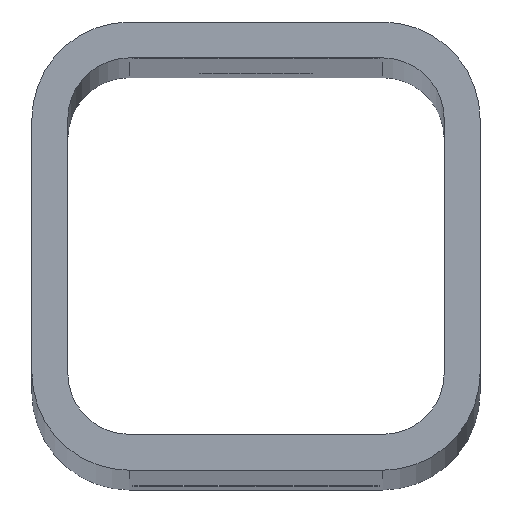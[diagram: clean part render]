
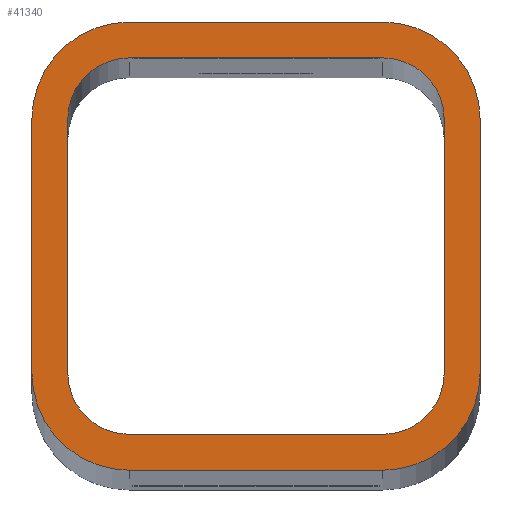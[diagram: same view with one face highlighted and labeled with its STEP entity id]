
A CAD part, top view. The second image highlights one B-rep face of the part: STEP entity #41340.
In plain terms, the highlighted planar face has unit normal (0, 0, 1).
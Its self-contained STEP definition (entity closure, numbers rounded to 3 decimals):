
#830=CARTESIAN_POINT('',(0.,16.8,1010.7));
#840=DIRECTION('',(1.,0.,0.));
#850=VECTOR('',#840,1.);
#860=LINE('',#830,#850);
#870=CARTESIAN_POINT('',(-11.3,16.8,1010.7));
#880=VERTEX_POINT('',#870);
#890=CARTESIAN_POINT('',(11.3,16.8,1010.7));
#900=VERTEX_POINT('',#890);
#910=EDGE_CURVE('',#880,#900,#860,.T.);
#2640=CARTESIAN_POINT('',(16.8,11.3,1010.7));
#2650=VERTEX_POINT('',#2640);
#2700=CARTESIAN_POINT('',(11.3,11.3,1010.7));
#2710=DIRECTION('',(0.,0.,1.));
#2720=DIRECTION('',(1.,0.,0.));
#2730=AXIS2_PLACEMENT_3D('',#2700,#2710,#2720);
#2740=CIRCLE('',#2730,5.5);
#2750=EDGE_CURVE('',#2650,#900,#2740,.T.);
#3940=CARTESIAN_POINT('',(20.,11.3,1010.7));
#3950=VERTEX_POINT('',#3940);
#4030=CARTESIAN_POINT('',(20.,-11.3,1010.7));
#4040=VERTEX_POINT('',#4030);
#4070=CARTESIAN_POINT('',(20.,0.,1010.7));
#4080=DIRECTION('',(0.,-1.,0.));
#4090=VECTOR('',#4080,1.);
#4100=LINE('',#4070,#4090);
#4110=EDGE_CURVE('',#3950,#4040,#4100,.T.);
#32830=CARTESIAN_POINT('',(-20.,-11.3,1010.7));
#32840=VERTEX_POINT('',#32830);
#32920=CARTESIAN_POINT('',(-20.,11.3,1010.7));
#32930=VERTEX_POINT('',#32920);
#32960=CARTESIAN_POINT('',(-20.,0.,1010.7));
#32970=DIRECTION('',(0.,1.,0.));
#32980=VECTOR('',#32970,1.);
#32990=LINE('',#32960,#32980);
#33000=EDGE_CURVE('',#32840,#32930,#32990,.T.);
#33440=CARTESIAN_POINT('',(11.3,-20.,1010.7));
#33450=VERTEX_POINT('',#33440);
#33530=CARTESIAN_POINT('',(-11.3,-20.,1010.7));
#33540=VERTEX_POINT('',#33530);
#33570=CARTESIAN_POINT('',(0.,-20.,1010.7));
#33580=DIRECTION('',(-1.,0.,0.));
#33590=VECTOR('',#33580,1.);
#33600=LINE('',#33570,#33590);
#33610=EDGE_CURVE('',#33450,#33540,#33600,.T.);
#33750=CARTESIAN_POINT('',(11.3,-16.8,1010.7));
#33760=VERTEX_POINT('',#33750);
#33840=CARTESIAN_POINT('',(16.8,-11.3,1010.7));
#33850=VERTEX_POINT('',#33840);
#33880=CARTESIAN_POINT('',(11.3,-11.3,1010.7));
#33890=DIRECTION('',(0.,0.,1.));
#33900=DIRECTION('',(1.,0.,0.));
#33910=AXIS2_PLACEMENT_3D('',#33880,#33890,#33900);
#33920=CIRCLE('',#33910,5.5);
#33930=EDGE_CURVE('',#33760,#33850,#33920,.T.);
#34070=CARTESIAN_POINT('',(-16.8,-11.3,1010.7));
#34080=VERTEX_POINT('',#34070);
#34160=CARTESIAN_POINT('',(-11.3,-16.8,1010.7));
#34170=VERTEX_POINT('',#34160);
#34200=CARTESIAN_POINT('',(-11.3,-11.3,1010.7));
#34210=DIRECTION('',(0.,0.,1.));
#34220=DIRECTION('',(1.,0.,0.));
#34230=AXIS2_PLACEMENT_3D('',#34200,#34210,#34220);
#34240=CIRCLE('',#34230,5.5);
#34250=EDGE_CURVE('',#34080,#34170,#34240,.T.);
#35870=CARTESIAN_POINT('',(-16.8,0.,1010.7));
#35880=DIRECTION('',(0.,1.,0.));
#35890=VECTOR('',#35880,1.);
#35900=LINE('',#35870,#35890);
#35910=CARTESIAN_POINT('',(-16.8,11.3,1010.7));
#35920=VERTEX_POINT('',#35910);
#35930=EDGE_CURVE('',#34080,#35920,#35900,.T.);
#36430=CARTESIAN_POINT('',(-11.3,11.3,1010.7));
#36440=DIRECTION('',(0.,0.,1.));
#36450=DIRECTION('',(1.,0.,0.));
#36460=AXIS2_PLACEMENT_3D('',#36430,#36440,#36450);
#36470=CIRCLE('',#36460,8.7);
#36480=CARTESIAN_POINT('',(-11.3,20.,1010.7));
#36490=VERTEX_POINT('',#36480);
#36500=EDGE_CURVE('',#36490,#32930,#36470,.T.);
#37000=CARTESIAN_POINT('',(11.3,-11.3,1010.7));
#37010=DIRECTION('',(0.,0.,1.));
#37020=DIRECTION('',(1.,0.,0.));
#37030=AXIS2_PLACEMENT_3D('',#37000,#37010,#37020);
#37040=CIRCLE('',#37030,8.7);
#37050=EDGE_CURVE('',#33450,#4040,#37040,.T.);
#38140=CARTESIAN_POINT('',(-11.3,-11.3,1010.7));
#38150=DIRECTION('',(0.,0.,1.));
#38160=DIRECTION('',(1.,0.,0.));
#38170=AXIS2_PLACEMENT_3D('',#38140,#38150,#38160);
#38180=CIRCLE('',#38170,8.7);
#38190=EDGE_CURVE('',#32840,#33540,#38180,.T.);
#38670=CARTESIAN_POINT('',(-11.3,11.3,1010.7));
#38680=DIRECTION('',(0.,0.,1.));
#38690=DIRECTION('',(1.,0.,0.));
#38700=AXIS2_PLACEMENT_3D('',#38670,#38680,#38690);
#38710=CIRCLE('',#38700,5.5);
#38720=EDGE_CURVE('',#880,#35920,#38710,.T.);
#39490=CARTESIAN_POINT('',(16.8,0.,1010.7));
#39500=DIRECTION('',(0.,-1.,0.));
#39510=VECTOR('',#39500,1.);
#39520=LINE('',#39490,#39510);
#39530=EDGE_CURVE('',#2650,#33850,#39520,.T.);
#40910=CARTESIAN_POINT('',(0.,0.,1010.7));
#40920=DIRECTION('',(0.,0.,1.));
#40930=DIRECTION('',(1.,0.,0.));
#40940=AXIS2_PLACEMENT_3D('',#40910,#40920,#40930);
#40950=PLANE('',#40940);
#40960=ORIENTED_EDGE('',*,*,#2750,.F.);
#40970=ORIENTED_EDGE('',*,*,#910,.T.);
#40980=ORIENTED_EDGE('',*,*,#38720,.F.);
#40990=ORIENTED_EDGE('',*,*,#35930,.T.);
#41000=ORIENTED_EDGE('',*,*,#34250,.F.);
#41010=CARTESIAN_POINT('',(0.,-16.8,1010.7));
#41020=DIRECTION('',(-1.,0.,0.));
#41030=VECTOR('',#41020,1.);
#41040=LINE('',#41010,#41030);
#41050=EDGE_CURVE('',#33760,#34170,#41040,.T.);
#41060=ORIENTED_EDGE('',*,*,#41050,.T.);
#41070=ORIENTED_EDGE('',*,*,#33930,.F.);
#41080=ORIENTED_EDGE('',*,*,#39530,.T.);
#41090=EDGE_LOOP('',(#41080,#41070,#41060,#41000,#40990,#40980,#40970,
#40960));
#41100=FACE_BOUND('',#41090,.T.);
#41110=ORIENTED_EDGE('',*,*,#37050,.T.);
#41120=ORIENTED_EDGE('',*,*,#33610,.F.);
#41130=ORIENTED_EDGE('',*,*,#38190,.T.);
#41140=ORIENTED_EDGE('',*,*,#33000,.F.);
#41150=ORIENTED_EDGE('',*,*,#36500,.T.);
#41160=CARTESIAN_POINT('',(0.,20.,1010.7));
#41170=DIRECTION('',(1.,0.,0.));
#41180=VECTOR('',#41170,1.);
#41190=LINE('',#41160,#41180);
#41200=CARTESIAN_POINT('',(11.3,20.,1010.7));
#41210=VERTEX_POINT('',#41200);
#41220=EDGE_CURVE('',#36490,#41210,#41190,.T.);
#41230=ORIENTED_EDGE('',*,*,#41220,.F.);
#41240=CARTESIAN_POINT('',(11.3,11.3,1010.7));
#41250=DIRECTION('',(0.,0.,1.));
#41260=DIRECTION('',(1.,0.,0.));
#41270=AXIS2_PLACEMENT_3D('',#41240,#41250,#41260);
#41280=CIRCLE('',#41270,8.7);
#41290=EDGE_CURVE('',#3950,#41210,#41280,.T.);
#41300=ORIENTED_EDGE('',*,*,#41290,.T.);
#41310=ORIENTED_EDGE('',*,*,#4110,.F.);
#41320=EDGE_LOOP('',(#41310,#41300,#41230,#41150,#41140,#41130,#41120,
#41110));
#41330=FACE_OUTER_BOUND('',#41320,.T.);
#41340=ADVANCED_FACE('',(#41100,#41330),#40950,.T.);
